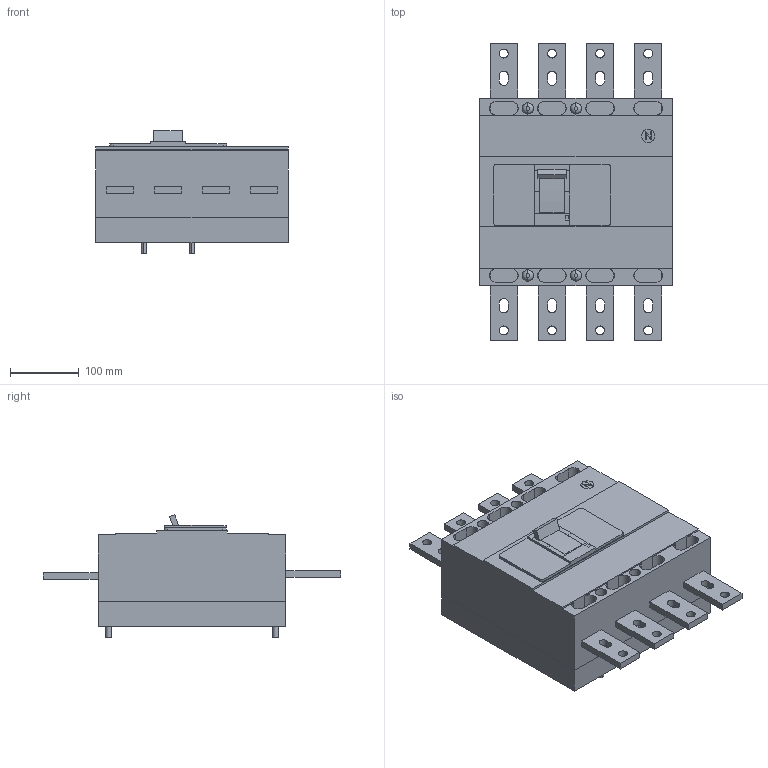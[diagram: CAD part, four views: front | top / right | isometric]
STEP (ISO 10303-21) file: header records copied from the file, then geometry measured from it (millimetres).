
FILE_DESCRIPTION(('CoCreate Modeling STEP Export'),'2;1');
FILE_NAME('Ｈ６３０ＮＥ４Ｆ.stp','2012-03-23T15:35:10',(''),(''),'CoCreate Modeling STEP processor for AP214 (Solid Model)','CoCreate Modeling 17.0 01-Apr-2010 (C) Parametric Technology GmbH','');
FILE_SCHEMA(('AUTOMOTIVE_DESIGN { 1 0 10303 214 1 1 1 1 }'));
Length unit declared in the file: millimetre
Products named in the file (4): p3.1; p1; p2; Ｈ６３０ＮＥ４Ｆ
Assembly tree (6 placements, depth 2):
  Ｈ６３０ＮＥ４Ｆ
    p2
    p1
    p3.1  x4
Bounding box: 280 x 433 x 178.18 mm (x, y, z)
Volume: 10006209.2 mm3; surface area: 656520.7 mm2
Topology: 6 solids, 6 shells, 352 faces, 1024 edges, 680 vertices
Faces by surface type: plane 199, cylinder 145, torus 8
Entity records: 10811 total; most frequent: ORIENTED_EDGE 1952, CARTESIAN_POINT 1658, DIRECTION 1424, EDGE_CURVE 976, VERTEX_POINT 650, VECTOR 592, LINE 592, AXIS2_PLACEMENT_3D 416
